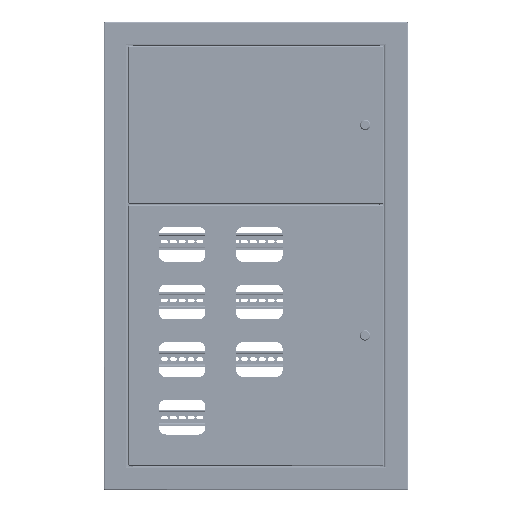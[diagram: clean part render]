
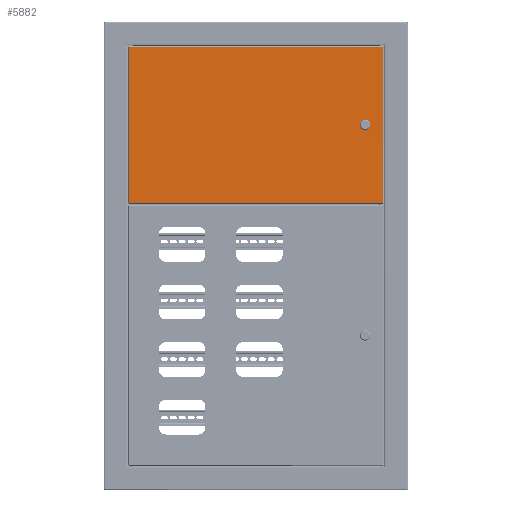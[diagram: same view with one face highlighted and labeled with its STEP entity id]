
A CAD part, top view. The second image highlights one B-rep face of the part: STEP entity #5882.
In plain terms, the highlighted planar face has unit normal (0, 0, 1).
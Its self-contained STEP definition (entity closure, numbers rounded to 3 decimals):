
#1199 = DIRECTION ( 'NONE',  ( -1., 0., 0. ) ) ;
#3902 = DIRECTION ( 'NONE',  ( 0., 0., -1. ) ) ;
#4043 = CARTESIAN_POINT ( 'NONE',  ( 177.45, 40., 0. ) ) ;
#4289 = CARTESIAN_POINT ( 'NONE',  ( 0., 545.7, 0. ) ) ;
#4774 = AXIS2_PLACEMENT_3D ( 'NONE', #41890, #64643, #77818 ) ;
#5043 = CARTESIAN_POINT ( 'NONE',  ( 168.2, 40., 0. ) ) ;
#5882 = ADVANCED_FACE ( 'NONE', ( #46974, #52582 ), #40593, .F. ) ;
#7430 = CARTESIAN_POINT ( 'NONE',  ( 334.993, 544., 0. ) ) ;
#7862 = DIRECTION ( 'NONE',  ( 1., 0., 0. ) ) ;
#8376 = VERTEX_POINT ( 'NONE', #34234 ) ;
#8577 = CIRCLE ( 'NONE', #4774, 9.25 ) ;
#8912 = ORIENTED_EDGE ( 'NONE', *, *, #73334, .T. ) ;
#9581 = ORIENTED_EDGE ( 'NONE', *, *, #13203, .F. ) ;
#10655 = CARTESIAN_POINT ( 'NONE',  ( 1.7, 1.7, 0. ) ) ;
#10888 = VERTEX_POINT ( 'NONE', #30818 ) ;
#12383 = LINE ( 'NONE', #37121, #69787 ) ;
#12975 = CIRCLE ( 'NONE', #72816, 9.25 ) ;
#13203 = EDGE_CURVE ( 'NONE', #66025, #49755, #12975, .T. ) ;
#15579 = EDGE_CURVE ( 'NONE', #8376, #34330, #22330, .T. ) ;
#19605 = EDGE_CURVE ( 'NONE', #10888, #57914, #59768, .T. ) ;
#22250 = CARTESIAN_POINT ( 'NONE',  ( 334.7, 0., 0. ) ) ;
#22330 = LINE ( 'NONE', #46668, #77993 ) ;
#23119 = DIRECTION ( 'NONE',  ( 0., -1., 0. ) ) ;
#23634 = VECTOR ( 'NONE', #77729, 1000. ) ;
#24712 = CARTESIAN_POINT ( 'NONE',  ( 334.7, 1.7, 0. ) ) ;
#26401 = VECTOR ( 'NONE', #27437, 1000. ) ;
#26928 = AXIS2_PLACEMENT_3D ( 'NONE', #4289, #3902, #27835 ) ;
#27437 = DIRECTION ( 'NONE',  ( 1., 0., 0. ) ) ;
#27835 = DIRECTION ( 'NONE',  ( -1., 0., 0. ) ) ;
#27960 = ORIENTED_EDGE ( 'NONE', *, *, #34803, .T. ) ;
#30722 = CIRCLE ( 'NONE', #37097, 9.25 ) ;
#30818 = CARTESIAN_POINT ( 'NONE',  ( 164.551, 31.5, 0. ) ) ;
#31750 = DIRECTION ( 'NONE',  ( -1., 0., 0. ) ) ;
#32188 = VERTEX_POINT ( 'NONE', #24712 ) ;
#33252 = EDGE_CURVE ( 'NONE', #52196, #10888, #8577, .T. ) ;
#34234 = CARTESIAN_POINT ( 'NONE',  ( 1.7, 544., 0. ) ) ;
#34330 = VERTEX_POINT ( 'NONE', #56840 ) ;
#34803 = EDGE_CURVE ( 'NONE', #32188, #56883, #39804, .T. ) ;
#34836 = EDGE_CURVE ( 'NONE', #34330, #32188, #52186, .T. ) ;
#36223 = VECTOR ( 'NONE', #31750, 1000. ) ;
#37097 = AXIS2_PLACEMENT_3D ( 'NONE', #54176, #56534, #7862 ) ;
#37121 = CARTESIAN_POINT ( 'NONE',  ( 171.849, 48.5, 0. ) ) ;
#38275 = ORIENTED_EDGE ( 'NONE', *, *, #41416, .F. ) ;
#39804 = LINE ( 'NONE', #22250, #55709 ) ;
#40356 = ORIENTED_EDGE ( 'NONE', *, *, #43415, .F. ) ;
#40593 = PLANE ( 'NONE',  #26928 ) ;
#40897 = EDGE_LOOP ( 'NONE', ( #40356, #9581, #38275, #49968, #67748 ) ) ;
#41339 = DIRECTION ( 'NONE',  ( 0., 0., 1. ) ) ;
#41416 = EDGE_CURVE ( 'NONE', #57914, #66025, #30722, .T. ) ;
#41890 = CARTESIAN_POINT ( 'NONE',  ( 168.2, 40., 0. ) ) ;
#43415 = EDGE_CURVE ( 'NONE', #49755, #52196, #12383, .T. ) ;
#46182 = DIRECTION ( 'NONE',  ( 0., 1., 0. ) ) ;
#46668 = CARTESIAN_POINT ( 'NONE',  ( 1.7, 544.293, 0. ) ) ;
#46974 = FACE_BOUND ( 'NONE', #40897, .T. ) ;
#48742 = CARTESIAN_POINT ( 'NONE',  ( 171.849, 31.5, 0. ) ) ;
#49429 = CARTESIAN_POINT ( 'NONE',  ( 334.7, 544., 0. ) ) ;
#49755 = VERTEX_POINT ( 'NONE', #51567 ) ;
#49772 = ORIENTED_EDGE ( 'NONE', *, *, #15579, .T. ) ;
#49968 = ORIENTED_EDGE ( 'NONE', *, *, #19605, .F. ) ;
#51567 = CARTESIAN_POINT ( 'NONE',  ( 171.849, 48.5, 0. ) ) ;
#51637 = ORIENTED_EDGE ( 'NONE', *, *, #34836, .T. ) ;
#52186 = LINE ( 'NONE', #10655, #26401 ) ;
#52196 = VERTEX_POINT ( 'NONE', #60282 ) ;
#52582 = FACE_OUTER_BOUND ( 'NONE', #54916, .T. ) ;
#54176 = CARTESIAN_POINT ( 'NONE',  ( 168.2, 40., 0. ) ) ;
#54180 = CARTESIAN_POINT ( 'NONE',  ( 171.849, 31.5, 0. ) ) ;
#54916 = EDGE_LOOP ( 'NONE', ( #51637, #27960, #8912, #49772 ) ) ;
#55709 = VECTOR ( 'NONE', #46182, 1000. ) ;
#56534 = DIRECTION ( 'NONE',  ( 0., 0., 1. ) ) ;
#56840 = CARTESIAN_POINT ( 'NONE',  ( 1.7, 1.7, 0. ) ) ;
#56883 = VERTEX_POINT ( 'NONE', #49429 ) ;
#57914 = VERTEX_POINT ( 'NONE', #48742 ) ;
#59768 = LINE ( 'NONE', #54180, #23634 ) ;
#60282 = CARTESIAN_POINT ( 'NONE',  ( 164.551, 48.5, 0. ) ) ;
#62080 = LINE ( 'NONE', #7430, #36223 ) ;
#64643 = DIRECTION ( 'NONE',  ( 0., 0., 1. ) ) ;
#66025 = VERTEX_POINT ( 'NONE', #4043 ) ;
#67748 = ORIENTED_EDGE ( 'NONE', *, *, #33252, .F. ) ;
#69787 = VECTOR ( 'NONE', #1199, 1000. ) ;
#72816 = AXIS2_PLACEMENT_3D ( 'NONE', #5043, #41339, #78428 ) ;
#73334 = EDGE_CURVE ( 'NONE', #56883, #8376, #62080, .T. ) ;
#77729 = DIRECTION ( 'NONE',  ( 1., 0., 0. ) ) ;
#77818 = DIRECTION ( 'NONE',  ( 1., 0., 0. ) ) ;
#77993 = VECTOR ( 'NONE', #23119, 1000. ) ;
#78428 = DIRECTION ( 'NONE',  ( 1., 0., 0. ) ) ;
